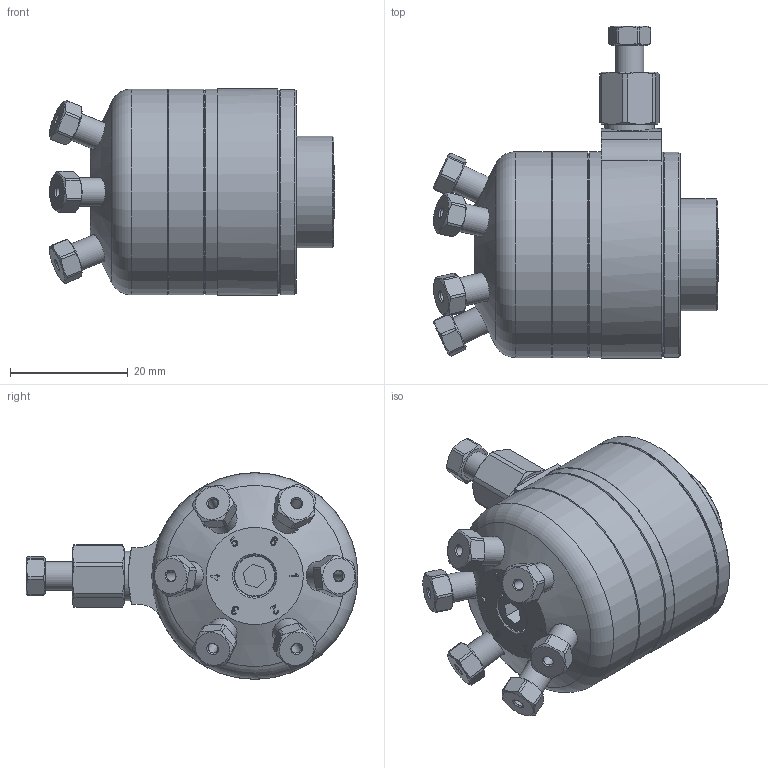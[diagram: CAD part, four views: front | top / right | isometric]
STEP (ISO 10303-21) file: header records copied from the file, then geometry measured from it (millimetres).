
FILE_DESCRIPTION((''),'2;1');
FILE_NAME('312366-DV22-3116 Mini diaphragm valve.stp','2013-08-14T10:16:32',('Franzp'),(''),'Autodesk Inventor 2013','Autodesk Inventor 2013','');
FILE_SCHEMA(('AUTOMOTIVE_DESIGN { 1 0 10303 214 1 1 1 1 }'));
Length unit declared in the file: millimetre
Products named in the file (1): 312366_Shrinkwrap_1
Bounding box: 48.37 x 56.33 x 35.05 mm (x, y, z)
Surface area: 9110.6 mm2 (no closed solid volume)
Topology: 0 solids, 16 shells, 213 faces, 641 edges, 461 vertices
Faces by surface type: plane 97, cylinder 79, cone 36, torus 1
Full cylindrical faces by diameter (mm): 1.727 x7, 4.826 x7, 5.08 x6, 8.382 x1, 8.64 x1, 19.05 x1, 34.925 x4, 35.05 x1
Entity records: 7209 total; most frequent: CARTESIAN_POINT 1850, DIRECTION 1002, ORIENTED_EDGE 956, EDGE_CURVE 541, VERTEX_POINT 427, AXIS2_PLACEMENT_3D 417, EDGE_LOOP 322, FACE_OUTER_BOUND 213
